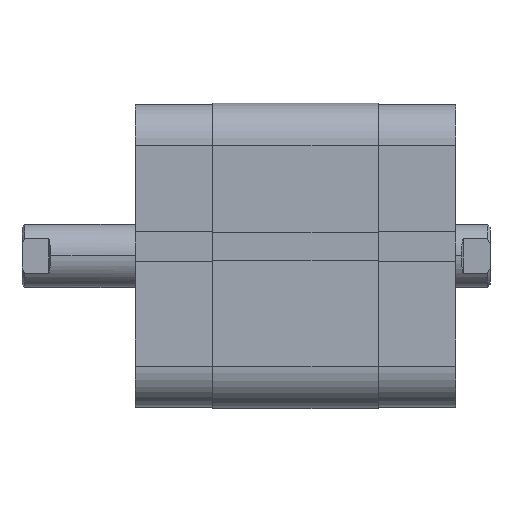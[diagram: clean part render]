
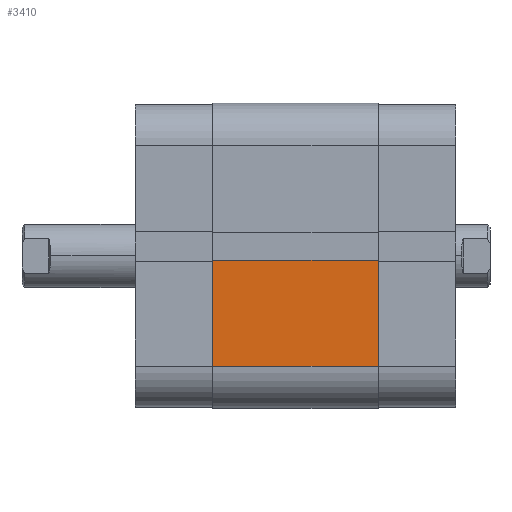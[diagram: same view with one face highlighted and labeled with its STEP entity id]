
A CAD part, top view. The second image highlights one B-rep face of the part: STEP entity #3410.
In plain terms, the highlighted face is planar.
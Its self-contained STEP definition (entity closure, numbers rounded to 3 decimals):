
#291 = EDGE_CURVE ( 'NONE', #4380, #4382, #2527, .T. ) ;
#292 = EDGE_CURVE ( 'NONE', #4379, #4380, #2529, .T. ) ;
#295 = EDGE_CURVE ( 'NONE', #4381, #4382, #2535, .T. ) ;
#299 = EDGE_CURVE ( 'NONE', #4379, #4381, #2539, .T. ) ;
#709 = AXIS2_PLACEMENT_3D ( 'NONE', #5509, #5515, #5516 ) ;
#1628 = CARTESIAN_POINT ( 'NONE',  ( 29., -63.941, 0. ) ) ;
#1629 = DIRECTION ( 'NONE',  ( 0., -1., 0. ) ) ;
#1630 = CARTESIAN_POINT ( 'NONE',  ( 29., 21., 31.5 ) ) ;
#1631 = DIRECTION ( 'NONE',  ( 0., 0., -1. ) ) ;
#1636 = CARTESIAN_POINT ( 'NONE',  ( 29., -63.941, 31.5 ) ) ;
#1637 = CARTESIAN_POINT ( 'NONE',  ( 29., 0.85, 31.5 ) ) ;
#1638 = DIRECTION ( 'NONE',  ( 0., 0., -1. ) ) ;
#1647 = DIRECTION ( 'NONE',  ( 0., -1., 0. ) ) ;
#2527 = LINE ( 'NONE', #1628, #2528 ) ;
#2528 = VECTOR ( 'NONE', #1629, 1000. ) ;
#2529 = LINE ( 'NONE', #1630, #2530 ) ;
#2530 = VECTOR ( 'NONE', #1631, 1000. ) ;
#2535 = LINE ( 'NONE', #1637, #2536 ) ;
#2536 = VECTOR ( 'NONE', #1638, 1000. ) ;
#2539 = LINE ( 'NONE', #1636, #2543 ) ;
#2543 = VECTOR ( 'NONE', #1647, 1000. ) ;
#3125 = FACE_OUTER_BOUND ( 'NONE', #4131, .T. ) ;
#3410 = ADVANCED_FACE ( 'NONE', ( #3125 ), #5506, .T. ) ;
#4131 = EDGE_LOOP ( 'NONE', ( #7121, #7106, #7110, #7084 ) ) ;
#4379 = VERTEX_POINT ( 'NONE', #5914 ) ;
#4380 = VERTEX_POINT ( 'NONE', #5926 ) ;
#4381 = VERTEX_POINT ( 'NONE', #5927 ) ;
#4382 = VERTEX_POINT ( 'NONE', #5928 ) ;
#5506 = PLANE ( 'NONE',  #709 ) ;
#5509 = CARTESIAN_POINT ( 'NONE',  ( 29., -63.941, 31.5 ) ) ;
#5515 = DIRECTION ( 'NONE',  ( 1., 0., 0. ) ) ;
#5516 = DIRECTION ( 'NONE',  ( 0., 1., 0. ) ) ;
#5914 = CARTESIAN_POINT ( 'NONE',  ( 29., 21., 31.5 ) ) ;
#5926 = CARTESIAN_POINT ( 'NONE',  ( 29., 21., 0. ) ) ;
#5927 = CARTESIAN_POINT ( 'NONE',  ( 29., 0.85, 31.5 ) ) ;
#5928 = CARTESIAN_POINT ( 'NONE',  ( 29., 0.85, 0. ) ) ;
#7084 = ORIENTED_EDGE ( 'NONE', *, *, #295, .T. ) ;
#7106 = ORIENTED_EDGE ( 'NONE', *, *, #292, .F. ) ;
#7110 = ORIENTED_EDGE ( 'NONE', *, *, #299, .T. ) ;
#7121 = ORIENTED_EDGE ( 'NONE', *, *, #291, .F. ) ;
